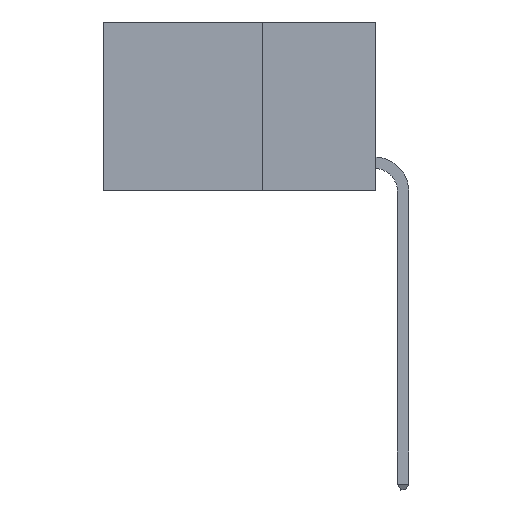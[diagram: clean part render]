
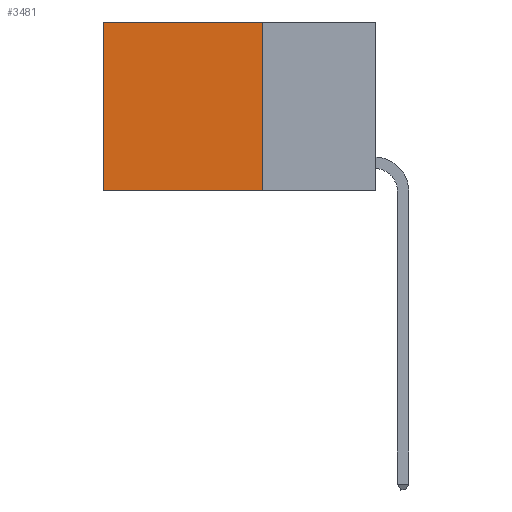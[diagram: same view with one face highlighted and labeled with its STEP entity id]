
A CAD part, left-side view. The second image highlights one B-rep face of the part: STEP entity #3481.
In plain terms, the highlighted planar face has unit normal (-1, 0, 0).
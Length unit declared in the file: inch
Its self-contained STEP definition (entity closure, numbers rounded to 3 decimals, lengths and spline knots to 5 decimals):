
#382 = CARTESIAN_POINT ( 'NONE',  ( 0.2625, 0.6, 0. ) ) ;
#666 = DIRECTION ( 'NONE',  ( 0., 0., -1. ) ) ;
#789 = CARTESIAN_POINT ( 'NONE',  ( 0.2625, 0.25, 0. ) ) ;
#1047 = DIRECTION ( 'NONE',  ( 0., 0., -1. ) ) ;
#1239 = EDGE_CURVE ( 'NONE', #11795, #6189, #3970, .T. ) ;
#1362 = VECTOR ( 'NONE', #3905, 39.37008 ) ;
#1484 = CARTESIAN_POINT ( 'NONE',  ( 0.2625, 0.25, -0.37 ) ) ;
#1884 = CARTESIAN_POINT ( 'NONE',  ( 0.2625, 0.25, -0.37 ) ) ;
#2700 = CARTESIAN_POINT ( 'NONE',  ( 0.2625, 0.6, -0.37 ) ) ;
#3409 = PLANE ( 'NONE',  #12472 ) ;
#3457 = ORIENTED_EDGE ( 'NONE', *, *, #11439, .T. ) ;
#3481 = ADVANCED_FACE ( 'NONE', ( #8402 ), #3409, .F. ) ;
#3905 = DIRECTION ( 'NONE',  ( 0., 1., 0. ) ) ;
#3970 = LINE ( 'NONE', #5011, #1362 ) ;
#4520 = DIRECTION ( 'NONE',  ( 1., 0., 0. ) ) ;
#5011 = CARTESIAN_POINT ( 'NONE',  ( 0.2625, 0.25, 0. ) ) ;
#5047 = LINE ( 'NONE', #789, #11598 ) ;
#5640 = LINE ( 'NONE', #9659, #7596 ) ;
#5699 = CARTESIAN_POINT ( 'NONE',  ( 0.2625, 0.25, 0. ) ) ;
#6189 = VERTEX_POINT ( 'NONE', #382 ) ;
#6465 = DIRECTION ( 'NONE',  ( 0., 1., 0. ) ) ;
#7568 = VERTEX_POINT ( 'NONE', #1884 ) ;
#7596 = VECTOR ( 'NONE', #666, 39.37008 ) ;
#7796 = ORIENTED_EDGE ( 'NONE', *, *, #11536, .F. ) ;
#7824 = VECTOR ( 'NONE', #6465, 39.37008 ) ;
#8384 = ORIENTED_EDGE ( 'NONE', *, *, #1239, .T. ) ;
#8402 = FACE_OUTER_BOUND ( 'NONE', #10807, .T. ) ;
#8733 = DIRECTION ( 'NONE',  ( 0., 0., -1. ) ) ;
#9659 = CARTESIAN_POINT ( 'NONE',  ( 0.2625, 0.6, 0. ) ) ;
#10668 = CARTESIAN_POINT ( 'NONE',  ( 0.2625, 0.25, 0. ) ) ;
#10807 = EDGE_LOOP ( 'NONE', ( #3457, #11779, #7796, #8384 ) ) ;
#11439 = EDGE_CURVE ( 'NONE', #6189, #11453, #5640, .T. ) ;
#11453 = VERTEX_POINT ( 'NONE', #2700 ) ;
#11536 = EDGE_CURVE ( 'NONE', #11795, #7568, #5047, .T. ) ;
#11598 = VECTOR ( 'NONE', #1047, 39.37008 ) ;
#11779 = ORIENTED_EDGE ( 'NONE', *, *, #11902, .F. ) ;
#11795 = VERTEX_POINT ( 'NONE', #10668 ) ;
#11902 = EDGE_CURVE ( 'NONE', #7568, #11453, #12460, .T. ) ;
#12460 = LINE ( 'NONE', #1484, #7824 ) ;
#12472 = AXIS2_PLACEMENT_3D ( 'NONE', #5699, #4520, #8733 ) ;
